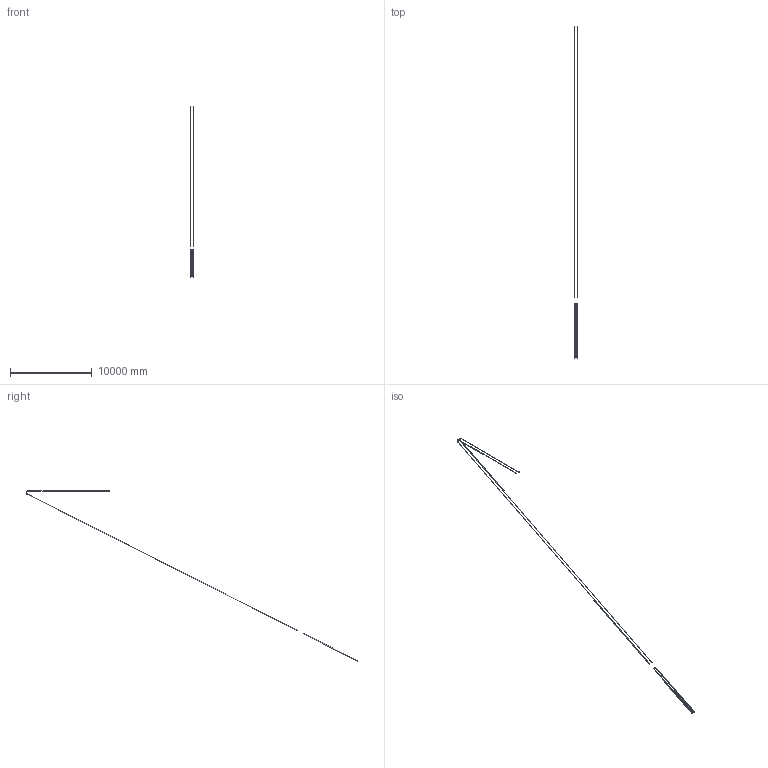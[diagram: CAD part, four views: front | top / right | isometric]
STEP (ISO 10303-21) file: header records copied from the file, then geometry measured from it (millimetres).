
FILE_DESCRIPTION (( 'STEP AP203' ), '1' );
FILE_NAME ('Cable_Default_sldprt.STEP', '2023-03-20T07:56:43', ( '' ), ( '' ), 'SwSTEP 2.0', 'SolidWorks 2019', '' );
FILE_SCHEMA (( 'CONFIG_CONTROL_DESIGN' ));
Length unit declared in the file: metre
Products named in the file (1): Cable_Default_sldprt
Bounding box: 457.43 x 40562.46 x 20825.48 mm (x, y, z)
Volume: 245115445.5 mm3; surface area: 19632730.9 mm2
Topology: 6 solids, 6 shells, 32 faces, 60 edges, 40 vertices
Faces by surface type: cylinder 16, plane 12, bspline 4
Entity records: 3159 total; most frequent: CARTESIAN_POINT 2473, DIRECTION 122, ORIENTED_EDGE 120, EDGE_CURVE 60, AXIS2_PLACEMENT_3D 53, VERTEX_POINT 40, FACE_OUTER_BOUND 32, ADVANCED_FACE 32
